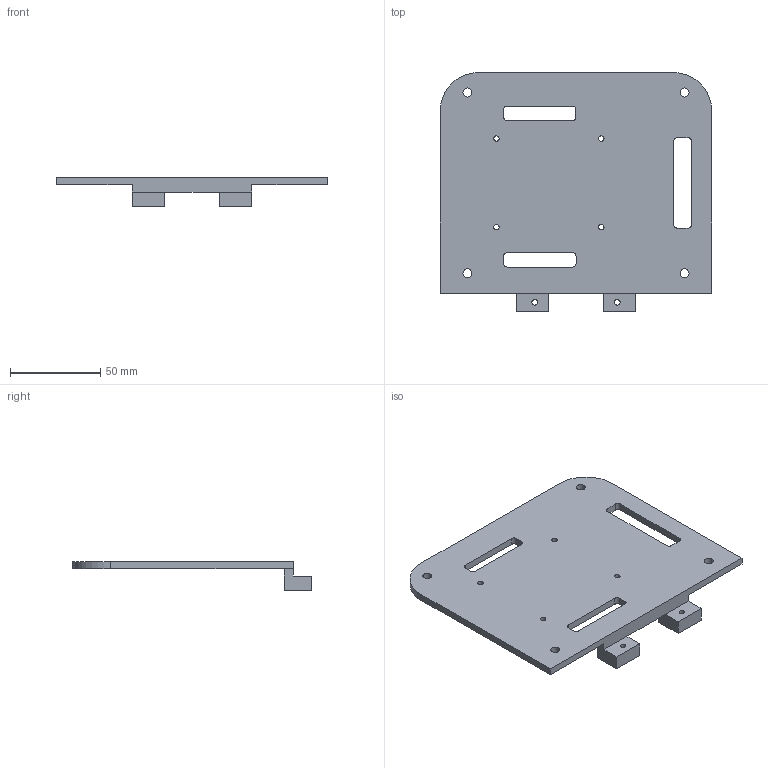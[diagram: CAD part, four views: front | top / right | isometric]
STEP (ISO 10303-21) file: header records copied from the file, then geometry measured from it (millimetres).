
FILE_DESCRIPTION (( 'STEP AP214' ), '1' );
FILE_NAME ('树莓派底板.STEP', '2025-01-04T02:36:13', ( '微软用户' ), ( '微软中国' ), 'SwSTEP 2.0', 'SolidWorks 2024', '' );
FILE_SCHEMA (( 'AUTOMOTIVE_DESIGN' ));
Length unit declared in the file: millimetre
Products named in the file (1): 树莓派底板
Bounding box: 150 x 132 x 16 mm (x, y, z)
Volume: 73023.7 mm3; surface area: 39927.8 mm2
Topology: 1 solids, 1 shells, 64 faces, 184 edges, 122 vertices
Faces by surface type: cylinder 34, plane 30
Entity records: 2195 total; most frequent: DIRECTION 382, CARTESIAN_POINT 371, ORIENTED_EDGE 368, EDGE_CURVE 184, AXIS2_PLACEMENT_3D 133, VERTEX_POINT 122, LINE 116, VECTOR 116
